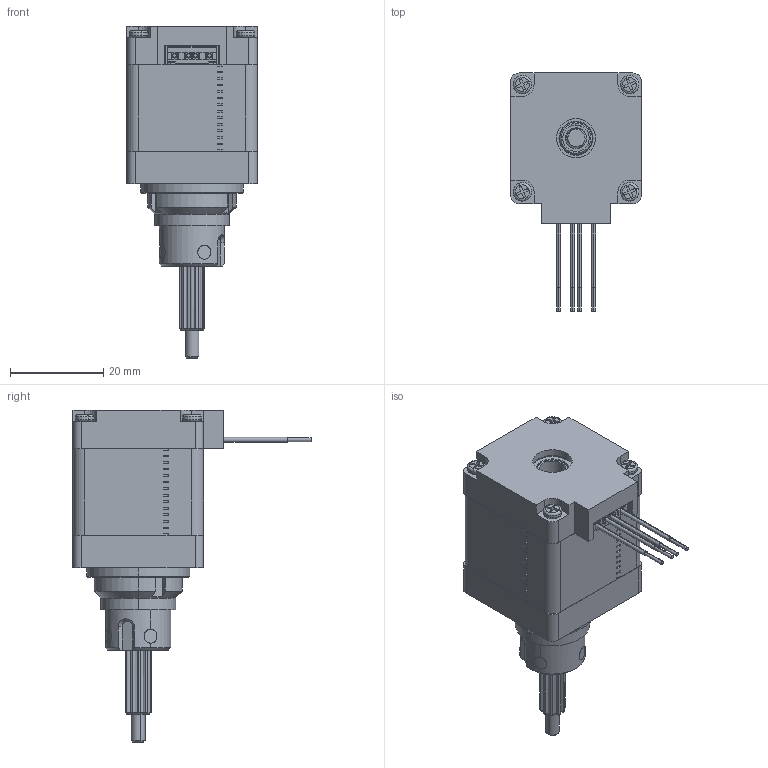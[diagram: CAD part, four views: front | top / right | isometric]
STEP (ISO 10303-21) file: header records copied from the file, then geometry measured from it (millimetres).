
FILE_DESCRIPTION (( 'STEP AP214' ), '1' );
FILE_NAME ('28NC234-T5.08-1-04-12.7-001.STEP', '2024-11-23T08:22:56', ( 'MM' ), ( 'Microsoft' ), 'SwSTEP 2.0', 'SolidWorks 2024', '' );
FILE_SCHEMA (( 'AUTOMOTIVE_DESIGN' ));
Length unit declared in the file: millimetre
Products named in the file (22): 07-28-006（28卡簧）; 06-28-025（28贯穿注塑螺母）; 13-28-8.5无插件骨架; 14-20-001（20-28丝杆电机接插件散线）; 06-28-007（贯通34电机轴）_01-28-005-1; 02-28-34直线贯通; 02-28-34; 11-28-001（M2.5-26配28-34）; 01-28-002（直线电机前盖）_default; 07-28-009-2（固定轴花键）_07-28-004-7; 07-28-009-1（28固定轴铝套）_07-28-001-1; 13-28-8.5插件骨架; 08-28-001（28直线电机磁钢）_07-28-001-1; 07-28-007（固定轴锁紧螺母）; 07-28-002（28固定轴注塑螺母）; 01-28-001（标准电机后盖插件）; 07-28-009-3（固定轴丝杆）_07-28-005-1; 03-28-005贯通34机身; 03-28-7-8_10-28-006-1; 28NC234-T5.08-1-04-12.7-001; 09-28-001（φ14Xφ7X5)_09-28-001-4; 02-28-18.55_10-28-001-1
Assembly tree (26 placements, depth 4):
  28NC234-T5.08-1-04-12.7-001
    02-28-34直线贯通
      01-28-001（标准电机后盖插件）
      01-28-002（直线电机前盖）_default
      02-28-34
        02-28-18.55_10-28-001-1
        13-28-8.5插件骨架
        13-28-8.5无插件骨架
      03-28-005贯通34机身
        06-28-007（贯通34电机轴）_01-28-005-1
        03-28-7-8_10-28-006-1  x2
        08-28-001（28直线电机磁钢）_07-28-001-1
      09-28-001（φ14Xφ7X5)_09-28-001-4  x2
      11-28-001（M2.5-26配28-34）  x4
      14-20-001（20-28丝杆电机接插件散线）
      06-28-025（28贯穿注塑螺母）
    07-28-009-1（28固定轴铝套）_07-28-001-1
    07-28-007（固定轴锁紧螺母）
    07-28-002（28固定轴注塑螺母）
    07-28-009-3（固定轴丝杆）_07-28-005-1
    07-28-009-2（固定轴花键）_07-28-004-7
    07-28-006（28卡簧）
Bounding box: 28 x 51.05 x 71.2 mm (x, y, z)
Volume: 22506.8 mm3; surface area: 33927 mm2
Topology: 27 solids, 27 shells, 3318 faces, 9188 edges, 6047 vertices
Faces by surface type: plane 1785, cylinder 1322, bspline 114, cone 81, torus 16
Entity records: 112780 total; most frequent: CARTESIAN_POINT 44483, ORIENTED_EDGE 14476, DIRECTION 13819, EDGE_CURVE 7238, VERTEX_POINT 4771, LINE 4733, VECTOR 4733, AXIS2_PLACEMENT_3D 4543
